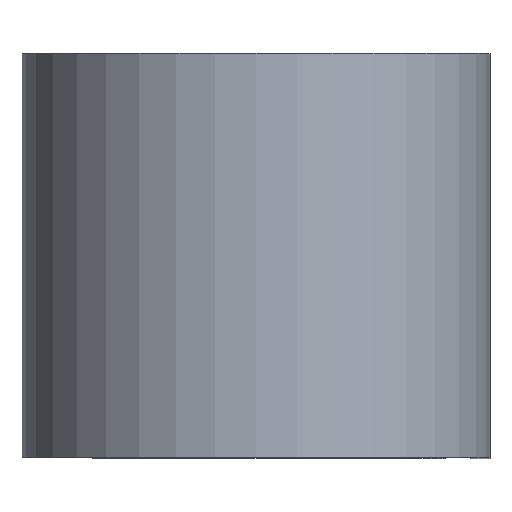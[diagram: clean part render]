
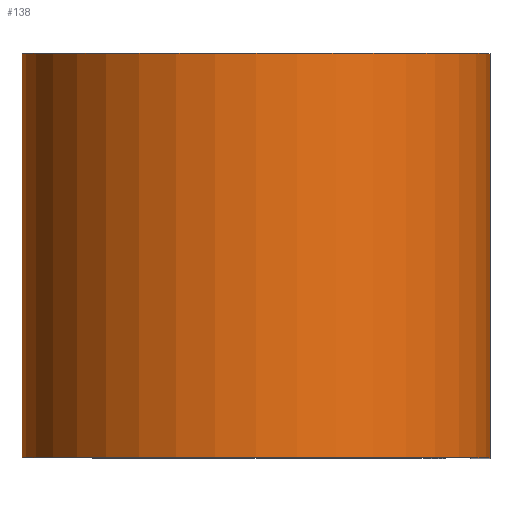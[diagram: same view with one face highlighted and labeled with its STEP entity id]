
A CAD part, top view. The second image highlights one B-rep face of the part: STEP entity #138.
In plain terms, the highlighted cylindrical face has radius 14.707 mm (diameter 29.413 mm), a partial arc.
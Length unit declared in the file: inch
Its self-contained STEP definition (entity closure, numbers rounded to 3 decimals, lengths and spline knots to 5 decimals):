
#41 = DIRECTION ( 'NONE',  ( 0., 0., -1. ) ) ;
#57 = CIRCLE ( 'NONE', #448, 0.579 ) ;
#64 = CARTESIAN_POINT ( 'NONE',  ( 0., 0.5, 0. ) ) ;
#82 = CARTESIAN_POINT ( 'NONE',  ( 0., 0.5, 0. ) ) ;
#87 = EDGE_LOOP ( 'NONE', ( #197, #375, #246, #258 ) ) ;
#108 = DIRECTION ( 'NONE',  ( 1., 0., 0. ) ) ;
#113 = VERTEX_POINT ( 'NONE', #721 ) ;
#126 = DIRECTION ( 'NONE',  ( 0., 1., 0. ) ) ;
#138 = ADVANCED_FACE ( 'NONE', ( #417 ), #640, .T. ) ;
#171 = CIRCLE ( 'NONE', #223, 0.579 ) ;
#177 = DIRECTION ( 'NONE',  ( 0., -1., 0. ) ) ;
#184 = LINE ( 'NONE', #625, #493 ) ;
#197 = ORIENTED_EDGE ( 'NONE', *, *, #414, .T. ) ;
#223 = AXIS2_PLACEMENT_3D ( 'NONE', #64, #126, #108 ) ;
#232 = VERTEX_POINT ( 'NONE', #684 ) ;
#240 = EDGE_CURVE ( 'NONE', #232, #686, #484, .T. ) ;
#246 = ORIENTED_EDGE ( 'NONE', *, *, #330, .F. ) ;
#258 = ORIENTED_EDGE ( 'NONE', *, *, #281, .T. ) ;
#281 = EDGE_CURVE ( 'NONE', #620, #113, #184, .T. ) ;
#314 = DIRECTION ( 'NONE',  ( 0., -1., 0. ) ) ;
#330 = EDGE_CURVE ( 'NONE', #620, #232, #171, .T. ) ;
#375 = ORIENTED_EDGE ( 'NONE', *, *, #240, .F. ) ;
#414 = EDGE_CURVE ( 'NONE', #113, #686, #57, .T. ) ;
#417 = FACE_OUTER_BOUND ( 'NONE', #87, .T. ) ;
#448 = AXIS2_PLACEMENT_3D ( 'NONE', #722, #713, #720 ) ;
#484 = LINE ( 'NONE', #545, #492 ) ;
#492 = VECTOR ( 'NONE', #314, 39.37008 ) ;
#493 = VECTOR ( 'NONE', #630, 39.37008 ) ;
#529 = AXIS2_PLACEMENT_3D ( 'NONE', #82, #177, #41 ) ;
#545 = CARTESIAN_POINT ( 'NONE',  ( 0.579, 0.5, 0. ) ) ;
#620 = VERTEX_POINT ( 'NONE', #622 ) ;
#622 = CARTESIAN_POINT ( 'NONE',  ( 0., 0.5, -0.579 ) ) ;
#625 = CARTESIAN_POINT ( 'NONE',  ( 0., 0.5, -0.579 ) ) ;
#630 = DIRECTION ( 'NONE',  ( 0., -1., 0. ) ) ;
#640 = CYLINDRICAL_SURFACE ( 'NONE', #529, 0.579 ) ;
#683 = CARTESIAN_POINT ( 'NONE',  ( 0.579, -0.5, 0. ) ) ;
#684 = CARTESIAN_POINT ( 'NONE',  ( 0.579, 0.5, 0. ) ) ;
#686 = VERTEX_POINT ( 'NONE', #683 ) ;
#713 = DIRECTION ( 'NONE',  ( 0., 1., 0. ) ) ;
#720 = DIRECTION ( 'NONE',  ( 1., 0., 0. ) ) ;
#721 = CARTESIAN_POINT ( 'NONE',  ( 0., -0.5, -0.579 ) ) ;
#722 = CARTESIAN_POINT ( 'NONE',  ( 0., -0.5, 0. ) ) ;
